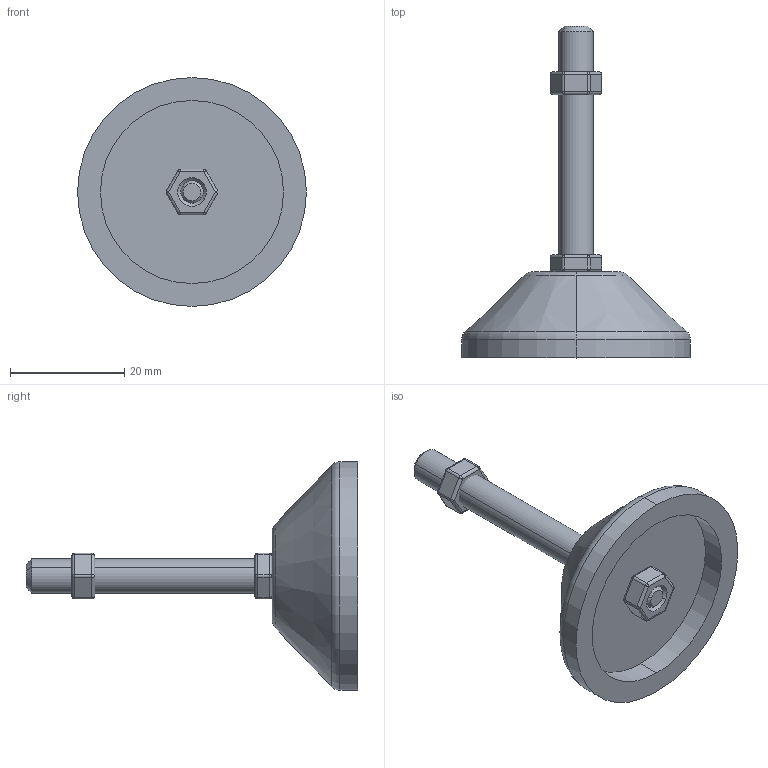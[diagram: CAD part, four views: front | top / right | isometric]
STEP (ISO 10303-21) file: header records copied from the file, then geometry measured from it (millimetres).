
FILE_DESCRIPTION (( 'STEP AP214' ), '1' );
FILE_NAME ('B692 Îïîðà ðåãóëèðóåìàÿ Ô40 M6õ40.STEP', '2025-07-18T14:17:21', ( '' ), ( '' ), 'SwSTEP 2.0', 'SolidWorks 2025', '' );
FILE_SCHEMA (( 'AUTOMOTIVE_DESIGN' ));
Length unit declared in the file: millimetre
Products named in the file (5): Гайка_00; B692 Опора регулируемая Ф40 M6х40; Опора_00; Мал.гайка_00; Вал_00
Assembly tree (4 placements, depth 2):
  B692 Опора регулируемая Ф40 M6х40
    Опора_00
    Вал_00
    Гайка_00
    Мал.гайка_00
Bounding box: 40 x 58 x 40 mm (x, y, z)
Volume: 10956.8 mm3; surface area: 5510.7 mm2
Topology: 4 solids, 4 shells, 153 faces, 327 edges, 166 vertices
Faces by surface type: cylinder 68, sphere 38, plane 29, cone 14, torus 4
Entity records: 4020 total; most frequent: DIRECTION 780, CARTESIAN_POINT 614, ORIENTED_EDGE 596, AXIS2_PLACEMENT_3D 322, EDGE_CURVE 298, CIRCLE 162, EDGE_LOOP 162, VERTEX_POINT 156
